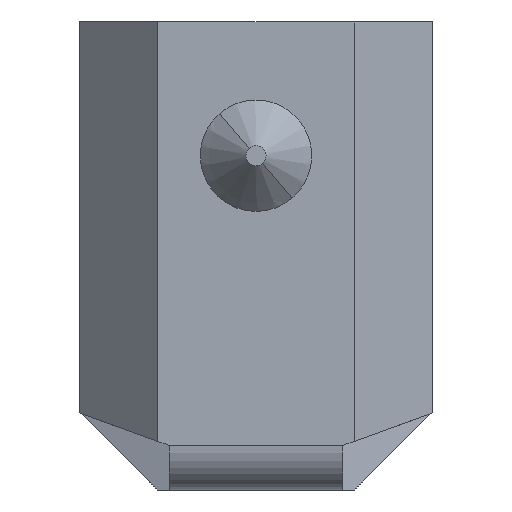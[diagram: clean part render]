
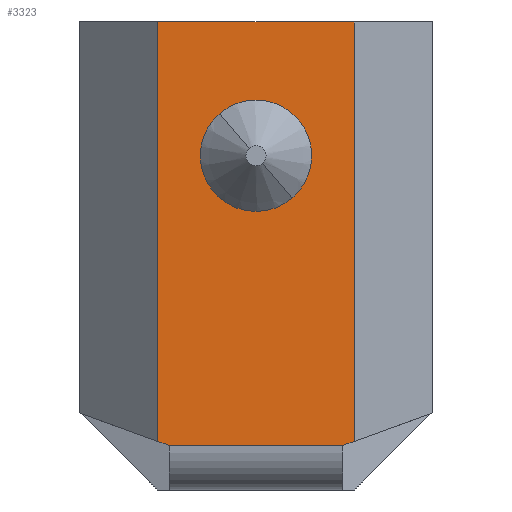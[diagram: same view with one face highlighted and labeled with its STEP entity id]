
A CAD part, front view. The second image highlights one B-rep face of the part: STEP entity #3323.
In plain terms, the highlighted planar face has unit normal (0, -1, 0).
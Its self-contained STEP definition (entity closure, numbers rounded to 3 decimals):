
#49 = EDGE_CURVE ( 'NONE', #3726, #1845, #2780, .T. ) ;
#88 = EDGE_CURVE ( 'NONE', #1290, #238, #2403, .T. ) ;
#89 = EDGE_CURVE ( 'NONE', #903, #1845, #2599, .T. ) ;
#92 = EDGE_CURVE ( 'NONE', #903, #2597, #2412, .T. ) ;
#103 = EDGE_CURVE ( 'NONE', #3866, #2597, #2317, .T. ) ;
#113 = EDGE_CURVE ( 'NONE', #3866, #2393, #2406, .T. ) ;
#122 = EDGE_CURVE ( 'NONE', #2393, #3726, #2316, .T. ) ;
#157 = ORIENTED_EDGE ( 'NONE', *, *, #88, .T. ) ;
#170 = ORIENTED_EDGE ( 'NONE', *, *, #3497, .T. ) ;
#205 = ORIENTED_EDGE ( 'NONE', *, *, #89, .F. ) ;
#212 = CARTESIAN_POINT ( 'NONE',  ( 0., 0., 17.5 ) ) ;
#215 = ORIENTED_EDGE ( 'NONE', *, *, #92, .T. ) ;
#224 = ORIENTED_EDGE ( 'NONE', *, *, #103, .F. ) ;
#238 = VERTEX_POINT ( 'NONE', #996 ) ;
#265 = ORIENTED_EDGE ( 'NONE', *, *, #113, .T. ) ;
#291 = ORIENTED_EDGE ( 'NONE', *, *, #122, .T. ) ;
#300 = ORIENTED_EDGE ( 'NONE', *, *, #49, .T. ) ;
#584 = DIRECTION ( 'NONE',  ( -1., 0., 0. ) ) ;
#589 = CARTESIAN_POINT ( 'NONE',  ( 0., 0., 15. ) ) ;
#607 = CARTESIAN_POINT ( 'NONE',  ( 3.9, 0., 21. ) ) ;
#766 = DIRECTION ( 'NONE',  ( 0., 1., 0. ) ) ;
#903 = VERTEX_POINT ( 'NONE', #3237 ) ;
#950 = DIRECTION ( 'NONE',  ( 0., 0., 1. ) ) ;
#996 = CARTESIAN_POINT ( 'NONE',  ( 0., 0., 12.5 ) ) ;
#1043 = CARTESIAN_POINT ( 'NONE',  ( 4.4, 0., 2.182 ) ) ;
#1290 = VERTEX_POINT ( 'NONE', #212 ) ;
#1557 = EDGE_LOOP ( 'NONE', ( #157, #170 ) ) ;
#1738 = AXIS2_PLACEMENT_3D ( 'NONE', #589, #2937, #950 ) ;
#1845 = VERTEX_POINT ( 'NONE', #3594 ) ;
#1927 = DIRECTION ( 'NONE',  ( 0., 0., 1. ) ) ;
#1934 = CARTESIAN_POINT ( 'NONE',  ( 4.4, 0., 2. ) ) ;
#1955 = FACE_BOUND ( 'NONE', #1557, .T. ) ;
#2001 = CARTESIAN_POINT ( 'NONE',  ( 7.9, 0., 3.456 ) ) ;
#2015 = DIRECTION ( 'NONE',  ( 0.94, 0., 0.342 ) ) ;
#2031 = CARTESIAN_POINT ( 'NONE',  ( 3.9, 0., 2. ) ) ;
#2045 = AXIS2_PLACEMENT_3D ( 'NONE', #3638, #766, #2225 ) ;
#2103 = DIRECTION ( 'NONE',  ( 0.94, 0., -0.342 ) ) ;
#2118 = DIRECTION ( 'NONE',  ( 0., 0., 1. ) ) ;
#2127 = DIRECTION ( 'NONE',  ( 0., 1., 0. ) ) ;
#2142 = CARTESIAN_POINT ( 'NONE',  ( 0., 0., 15. ) ) ;
#2151 = CARTESIAN_POINT ( 'NONE',  ( -4.4, 0., 2. ) ) ;
#2156 = DIRECTION ( 'NONE',  ( -1., 0., 0. ) ) ;
#2167 = CARTESIAN_POINT ( 'NONE',  ( -7.9, 0., 3.456 ) ) ;
#2180 = FACE_OUTER_BOUND ( 'NONE', #2564, .T. ) ;
#2202 = DIRECTION ( 'NONE',  ( 0., 0., 1. ) ) ;
#2225 = DIRECTION ( 'NONE',  ( 0., 0., 1. ) ) ;
#2311 = VECTOR ( 'NONE', #2015, 1000. ) ;
#2312 = VECTOR ( 'NONE', #1927, 1000. ) ;
#2316 = LINE ( 'NONE', #1934, #2312 ) ;
#2317 = LINE ( 'NONE', #2031, #2351 ) ;
#2351 = VECTOR ( 'NONE', #2156, 1000. ) ;
#2357 = VECTOR ( 'NONE', #2103, 1000. ) ;
#2393 = VERTEX_POINT ( 'NONE', #1043 ) ;
#2403 = CIRCLE ( 'NONE', #3210, 2.5 ) ;
#2406 = LINE ( 'NONE', #2001, #2311 ) ;
#2411 = VECTOR ( 'NONE', #2202, 1000. ) ;
#2412 = LINE ( 'NONE', #2167, #2357 ) ;
#2564 = EDGE_LOOP ( 'NONE', ( #205, #215, #224, #265, #291, #300 ) ) ;
#2597 = VERTEX_POINT ( 'NONE', #4154 ) ;
#2599 = LINE ( 'NONE', #2151, #2411 ) ;
#2751 = CIRCLE ( 'NONE', #1738, 2.5 ) ;
#2780 = LINE ( 'NONE', #607, #2884 ) ;
#2884 = VECTOR ( 'NONE', #584, 1000. ) ;
#2937 = DIRECTION ( 'NONE',  ( 0., 1., 0. ) ) ;
#3210 = AXIS2_PLACEMENT_3D ( 'NONE', #2142, #2127, #2118 ) ;
#3237 = CARTESIAN_POINT ( 'NONE',  ( -4.4, 0., 2.182 ) ) ;
#3323 = ADVANCED_FACE ( 'NONE', ( #1955, #2180 ), #3938, .F. ) ;
#3396 = CARTESIAN_POINT ( 'NONE',  ( 4.4, 0., 21. ) ) ;
#3497 = EDGE_CURVE ( 'NONE', #238, #1290, #2751, .T. ) ;
#3594 = CARTESIAN_POINT ( 'NONE',  ( -4.4, 0., 21. ) ) ;
#3638 = CARTESIAN_POINT ( 'NONE',  ( 3.9, 0., 21. ) ) ;
#3726 = VERTEX_POINT ( 'NONE', #3396 ) ;
#3866 = VERTEX_POINT ( 'NONE', #3870 ) ;
#3870 = CARTESIAN_POINT ( 'NONE',  ( 3.9, 0., 2. ) ) ;
#3938 = PLANE ( 'NONE',  #2045 ) ;
#4154 = CARTESIAN_POINT ( 'NONE',  ( -3.9, 0., 2. ) ) ;
